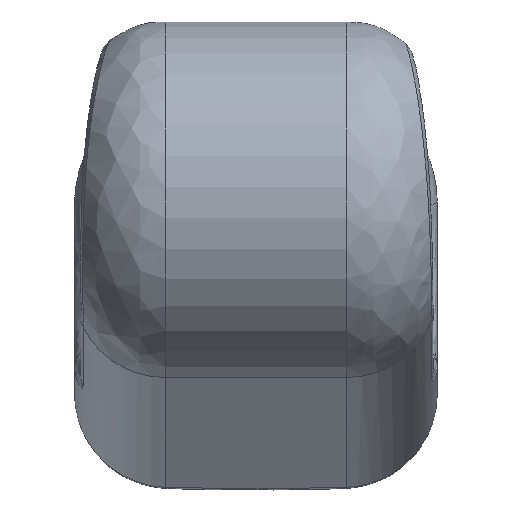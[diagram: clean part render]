
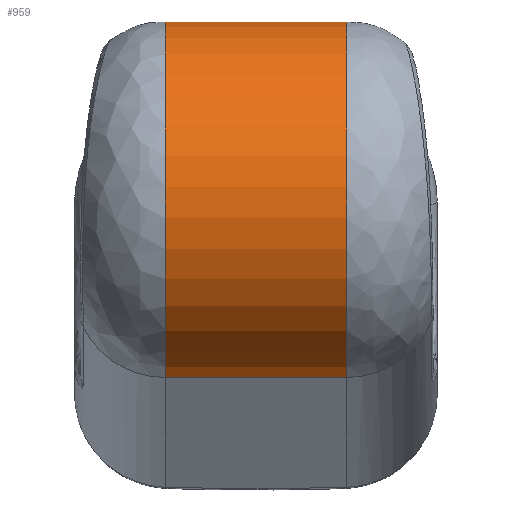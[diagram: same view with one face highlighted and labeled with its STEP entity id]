
A CAD part, front view. The second image highlights one B-rep face of the part: STEP entity #959.
In plain terms, the highlighted cylindrical face has radius 16 mm (diameter 32 mm), a partial arc.
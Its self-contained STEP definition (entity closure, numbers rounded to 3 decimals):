
#38=CYLINDRICAL_SURFACE('',#1034,16.);
#85=CIRCLE('',#1003,16.);
#100=CIRCLE('',#1032,16.);
#217=FACE_OUTER_BOUND('',#276,.T.);
#276=EDGE_LOOP('',(#881,#882,#883,#884));
#300=LINE('',#2360,#343);
#320=LINE('',#2997,#363);
#343=VECTOR('',#1110,8.);
#363=VECTOR('',#1224,8.);
#417=VERTEX_POINT('',#2344);
#420=VERTEX_POINT('',#2358);
#435=VERTEX_POINT('',#2650);
#450=VERTEX_POINT('',#2991);
#533=EDGE_CURVE('',#420,#417,#300,.T.);
#560=EDGE_CURVE('',#417,#435,#85,.T.);
#594=EDGE_CURVE('',#450,#420,#100,.T.);
#596=EDGE_CURVE('',#450,#435,#320,.T.);
#881=ORIENTED_EDGE('',*,*,#594,.F.);
#882=ORIENTED_EDGE('',*,*,#596,.T.);
#883=ORIENTED_EDGE('',*,*,#560,.F.);
#884=ORIENTED_EDGE('',*,*,#533,.F.);
#959=ADVANCED_FACE('',(#217),#38,.T.);
#1003=AXIS2_PLACEMENT_3D('',#2668,#1149,#1150);
#1032=AXIS2_PLACEMENT_3D('',#2993,#1217,#1218);
#1034=AXIS2_PLACEMENT_3D('',#2996,#1222,#1223);
#1110=DIRECTION('',(1.,0.,0.));
#1149=DIRECTION('center_axis',(1.,0.,0.));
#1150=DIRECTION('ref_axis',(0.,-0.966,0.259));
#1217=DIRECTION('center_axis',(-1.,0.,0.));
#1218=DIRECTION('ref_axis',(0.,-0.966,0.259));
#1222=DIRECTION('center_axis',(1.,0.,0.));
#1223=DIRECTION('ref_axis',(0.,0.259,0.966));
#1224=DIRECTION('',(1.,0.,0.));
#2344=CARTESIAN_POINT('',(9.,7.737,48.769));
#2358=CARTESIAN_POINT('',(-7.,7.737,48.769));
#2360=CARTESIAN_POINT('',(-15.,7.737,48.769));
#2650=CARTESIAN_POINT('',(9.,-0.545,17.859));
#2668=CARTESIAN_POINT('Origin',(9.,3.596,33.314));
#2991=CARTESIAN_POINT('',(-7.,-0.545,17.859));
#2993=CARTESIAN_POINT('Origin',(-7.,3.596,33.314));
#2996=CARTESIAN_POINT('Origin',(-15.,3.596,33.314));
#2997=CARTESIAN_POINT('',(-15.,-0.545,17.859));
